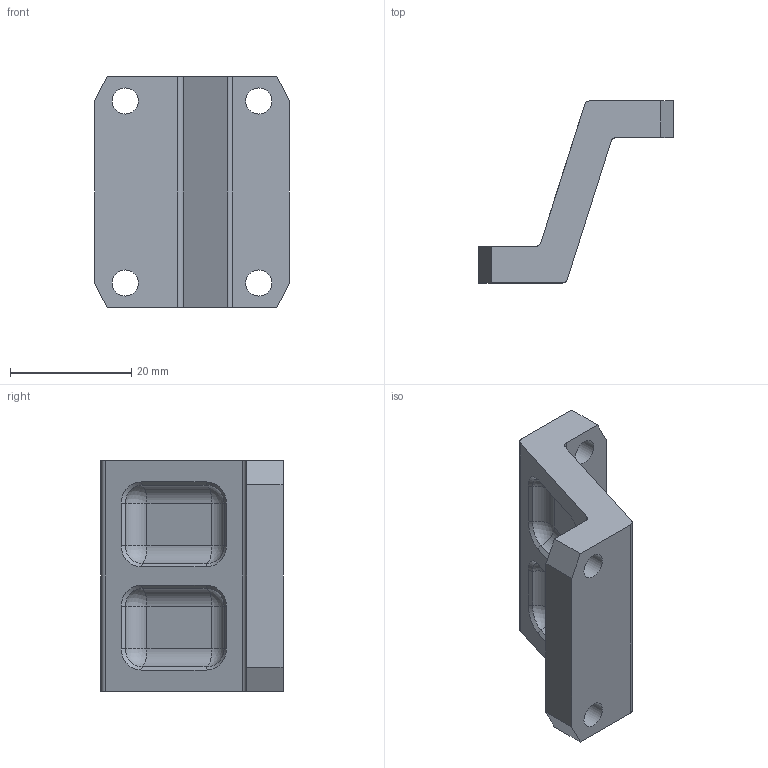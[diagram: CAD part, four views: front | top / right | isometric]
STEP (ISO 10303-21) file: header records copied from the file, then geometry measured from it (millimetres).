
FILE_DESCRIPTION(/* description */ (''),/* implementation_level */ '2;1');
FILE_NAME(/* name */ 'leg_30mm_ipt_3d66126c.STEP',/* time_stamp */ '2024-03-27T20:42:14+02:00',/* author */ ('peter'),/* organization */ (''),/* preprocessor_version */ 'ST-DEVELOPER v18.1',/* originating_system */ 'Autodesk Inventor 2021',/* authorisation */ '');
FILE_SCHEMA (('AUTOMOTIVE_DESIGN { 1 0 10303 214 3 1 1 }'));
Length unit declared in the file: millimetre
Products named in the file (1): leg_30mm
Bounding box: 32 x 30 x 38 mm (x, y, z)
Volume: 9747.2 mm3; surface area: 5079.5 mm2
Topology: 1 solids, 1 shells, 56 faces, 132 edges, 80 vertices
Faces by surface type: plane 24, cylinder 16, cone 8, sphere 8
Full cylindrical faces by diameter (mm): 4.3 x4
Entity records: 1658 total; most frequent: DIRECTION 294, CARTESIAN_POINT 269, ORIENTED_EDGE 264, EDGE_CURVE 132, AXIS2_PLACEMENT_3D 105, LINE 84, VECTOR 84, VERTEX_POINT 80
